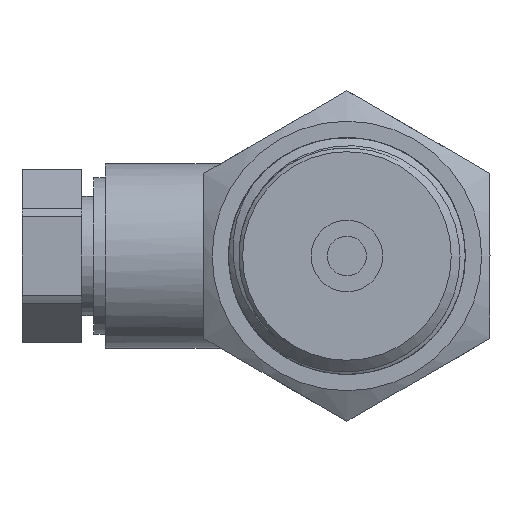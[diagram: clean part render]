
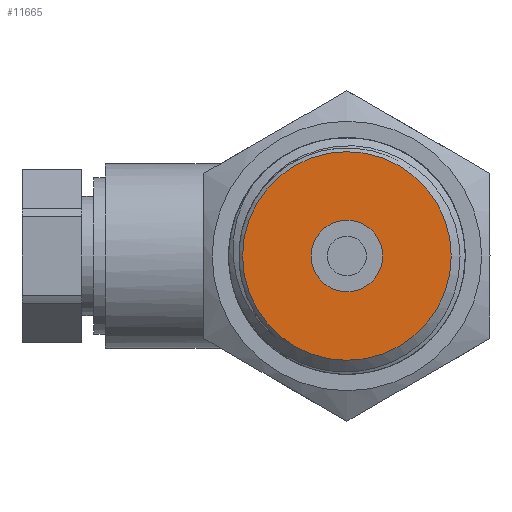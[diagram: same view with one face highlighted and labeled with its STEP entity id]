
A CAD part, left-side view. The second image highlights one B-rep face of the part: STEP entity #11665.
In plain terms, the highlighted planar face has unit normal (-1, 0, 0).
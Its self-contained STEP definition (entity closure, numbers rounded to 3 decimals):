
#397=FACE_BOUND('',#1617,.T.);
#453=PLANE('',#12227);
#921=FACE_OUTER_BOUND('',#1616,.T.);
#1616=EDGE_LOOP('',(#9188));
#1617=EDGE_LOOP('',(#9189));
#2068=CIRCLE('',#12226,3.);
#2069=CIRCLE('',#12228,8.75);
#5135=VERTEX_POINT('',#23318);
#5136=VERTEX_POINT('',#23322);
#6594=EDGE_CURVE('',#5135,#5135,#2068,.T.);
#6596=EDGE_CURVE('',#5136,#5136,#2069,.T.);
#9188=ORIENTED_EDGE('',*,*,#6596,.F.);
#9189=ORIENTED_EDGE('',*,*,#6594,.T.);
#11665=ADVANCED_FACE('',(#921,#397),#453,.T.);
#12226=AXIS2_PLACEMENT_3D('',#23319,#13206,#13207);
#12227=AXIS2_PLACEMENT_3D('',#23321,#13209,#13210);
#12228=AXIS2_PLACEMENT_3D('',#23323,#13211,#13212);
#13206=DIRECTION('center_axis',(1.,0.,0.));
#13207=DIRECTION('ref_axis',(0.,0.,-1.));
#13209=DIRECTION('center_axis',(-1.,0.,0.));
#13210=DIRECTION('ref_axis',(0.,0.,1.));
#13211=DIRECTION('center_axis',(1.,0.,0.));
#13212=DIRECTION('ref_axis',(0.,0.,-1.));
#23318=CARTESIAN_POINT('',(3.,-3.,0.));
#23319=CARTESIAN_POINT('Origin',(3.,0.,0.));
#23321=CARTESIAN_POINT('Origin',(3.,8.75,0.));
#23322=CARTESIAN_POINT('',(3.,-8.75,0.));
#23323=CARTESIAN_POINT('Origin',(3.,0.,0.));
